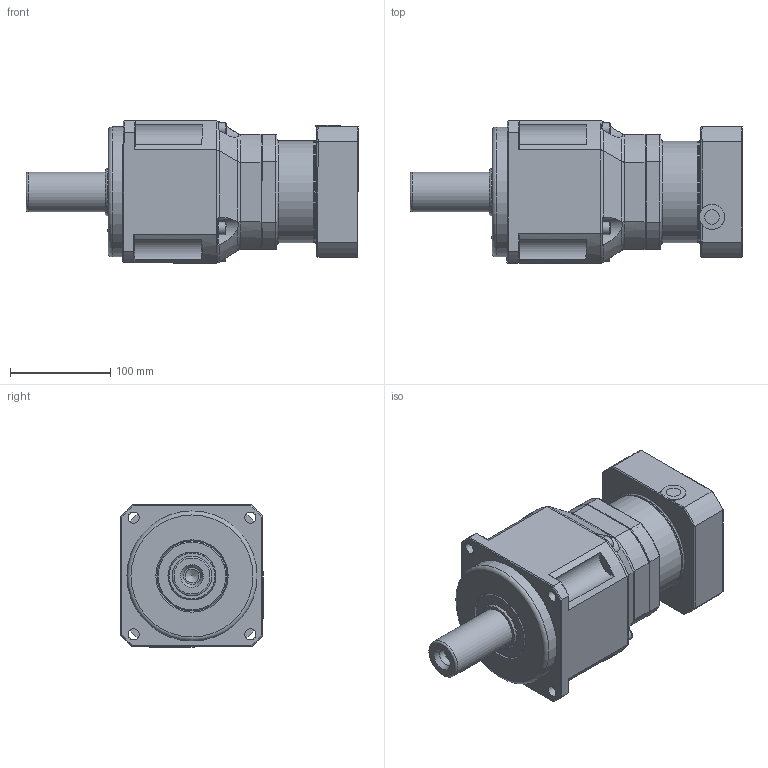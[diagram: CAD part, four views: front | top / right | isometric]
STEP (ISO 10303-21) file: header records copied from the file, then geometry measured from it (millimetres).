
FILE_DESCRIPTION(/* description */ (''),/* implementation_level */ '2;1');
FILE_NAME(/* name */ 'NP14200A2-130A-S1.stp',/* time_stamp */ '2018-08-11T17:41:43+09:00',/* author */ ('Y.J.JI'),/* organization */ (''),/* preprocessor_version */ 'ST-DEVELOPER v15.6',/* originating_system */ 'Autodesk Inventor 2015',/* authorisation */ '');
FILE_SCHEMA (('AUTOMOTIVE_DESIGN { 1 0 10303 214 3 1 1 }'));
Length unit declared in the file: millimetre
Products named in the file (1): NP14200A2-130A-S1
Bounding box: 332 x 142 x 142 mm (x, y, z)
Volume: 2769612 mm3; surface area: 287668.5 mm2
Topology: 2 solids, 31 shells, 546 faces, 1286 edges, 823 vertices
Faces by surface type: plane 249, cylinder 156, cone 79, torus 50, bspline 12
Full cylindrical faces by diameter (mm): 4.917 x10, 6 x10, 6.6 x10, 6.647 x9, 8 x5, 8.5 x4, 9 x1, 10 x10, 11 x14, 12.5 x1, 13 x5, 13.835 x1, 14 x1, 14.5 x1, 17 x1, 25 x1, 28 x1, 34 x1, 40 x1, 48 x1, 70 x2, 72 x1, 77 x1, 78 x1, 100 x1, 102 x2, 110 x1, 130 x1, 131 x1
Entity records: 15052 total; most frequent: CARTESIAN_POINT 3683, DIRECTION 2225, ORIENTED_EDGE 2014, EDGE_CURVE 1007, AXIS2_PLACEMENT_3D 919, EDGE_LOOP 808, VERTEX_POINT 737, FACE_OUTER_BOUND 546
